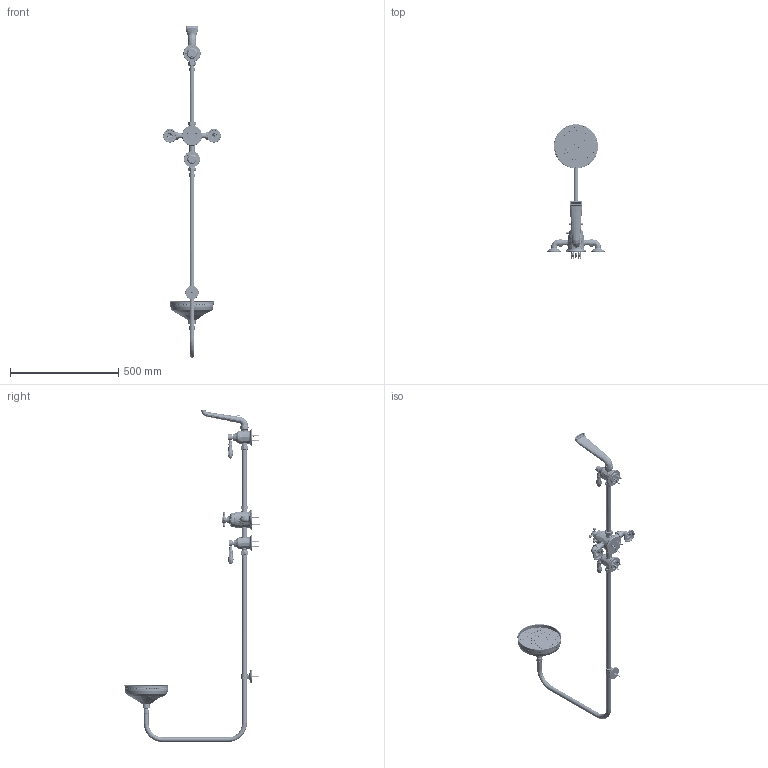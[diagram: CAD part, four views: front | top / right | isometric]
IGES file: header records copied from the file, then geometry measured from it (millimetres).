
Global section: file name: V2K3AXGB; native system: Autodesk Inventor 2018; preprocessor: unknown; author: adaniels; date: 20181024.095357; units: millimetre
Bounding box: 265.93 x 627.09 x 1535.14 mm (x, y, z)
Volume: 2656351.4 mm3; surface area: 861980.5 mm2
Topology: 159 solids, 163 shells, 7129 faces, 19853 edges, 13390 vertices
Faces by surface type: bspline 7129
